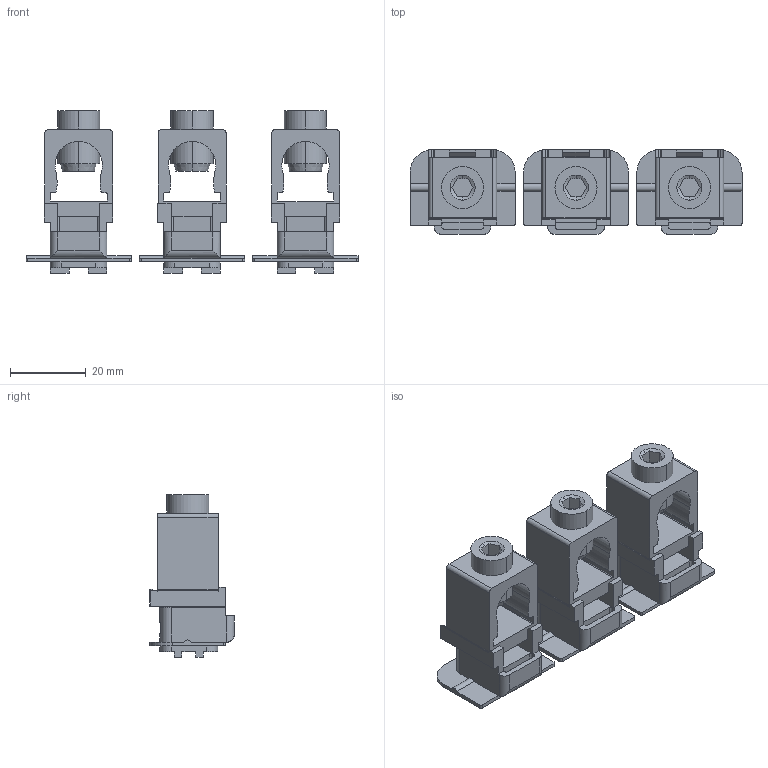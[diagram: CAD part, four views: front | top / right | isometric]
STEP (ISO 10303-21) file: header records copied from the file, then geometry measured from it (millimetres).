
FILE_DESCRIPTION(/* description */ (''),/* implementation_level */ '2;1');
FILE_NAME(/* name */ 'FILE_STP_CAD_DRAWING_3D_PX501_prt.stp',/* time_stamp */ '2025-08-29T08:54:31+02:00',/* author */ (''),/* organization */ (''),/* preprocessor_version */ 'ST-DEVELOPER v20',/* originating_system */ 'SIEMENS PLM Software NX2406.8500',/* authorisation */ '');
FILE_SCHEMA (('AUTOMOTIVE_DESIGN { 1 0 10303 214 3 1 1 1 }'));
Length unit declared in the file: millimetre
Products named in the file (1): 3D_PX501
Bounding box: 87.8 x 22.4 x 43 mm (x, y, z)
Surface area: 19183.2 mm2 (no closed solid volume)
Topology: 0 solids, 9 shells, 430 faces, 1382 edges, 955 vertices
Faces by surface type: plane 264, cylinder 142, sphere 12, torus 6, cone 6
Entity records: 15706 total; most frequent: CARTESIAN_POINT 3117, DIRECTION 2639, ORIENTED_EDGE 2608, EDGE_CURVE 1370, VERTEX_POINT 954, AXIS2_PLACEMENT_3D 897, LINE 845, VECTOR 845
